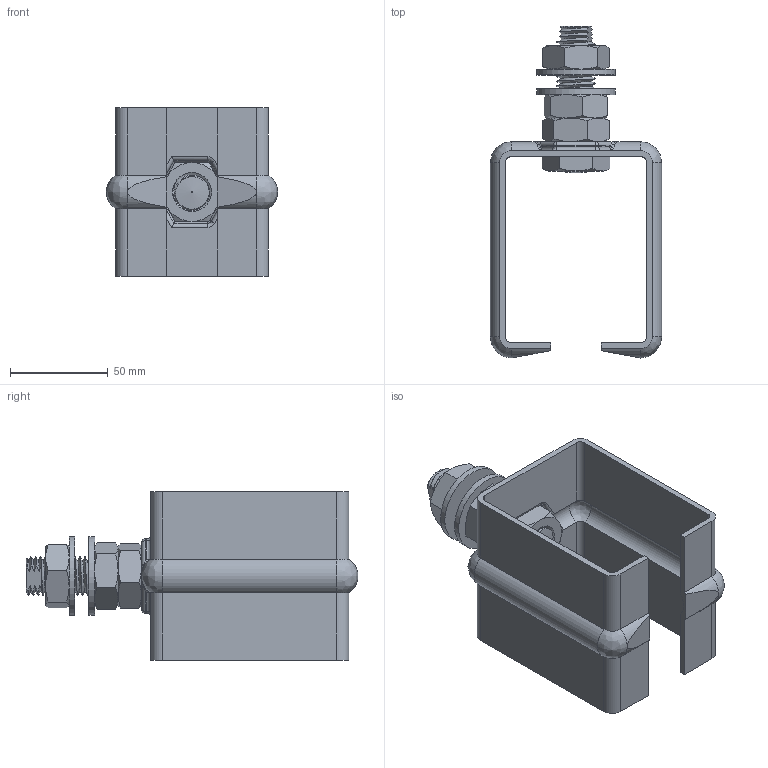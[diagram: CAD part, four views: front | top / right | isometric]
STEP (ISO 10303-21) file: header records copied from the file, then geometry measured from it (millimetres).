
FILE_DESCRIPTION((''),'2;1');
FILE_NAME('8571.stp','2010-06-01T11:43:27',('Giuliano'),(''),'Autodesk Inventor 2010','Autodesk Inventor 2010','');
FILE_SCHEMA(('AUTOMOTIVE_DESIGN { 1 0 10303 214 1 1 1 1 }'));
Length unit declared in the file: millimetre
Products named in the file (5): 8571; 8571N; 14979; 15748; JIS B 1181 normal Classe 3  (Taraudage usuel - Métrique) Classe 3 normal M20
Assembly tree (8 placements, depth 2):
  8571
    8571N
    14979
    15748  x2
    JIS B 1181 normal Classe 3  (Taraudage usuel - Métrique) Classe 3 normal M20  x4
Bounding box: 87.46 x 169.46 x 86 mm (x, y, z)
Volume: 134537.4 mm3; surface area: 83854.6 mm2
Topology: 8 solids, 8 shells, 288 faces, 687 edges, 401 vertices
Faces by surface type: plane 81, cylinder 72, bspline 68, cone 61, sphere 4, torus 2
Full cylindrical faces by diameter (mm): 20.1 x2, 40.3 x2
Entity records: 12646 total; most frequent: CARTESIAN_POINT 7937, ORIENTED_EDGE 1014, DIRECTION 865, EDGE_CURVE 507, AXIS2_PLACEMENT_3D 346, VERTEX_POINT 307, EDGE_LOOP 228, FACE_OUTER_BOUND 215
